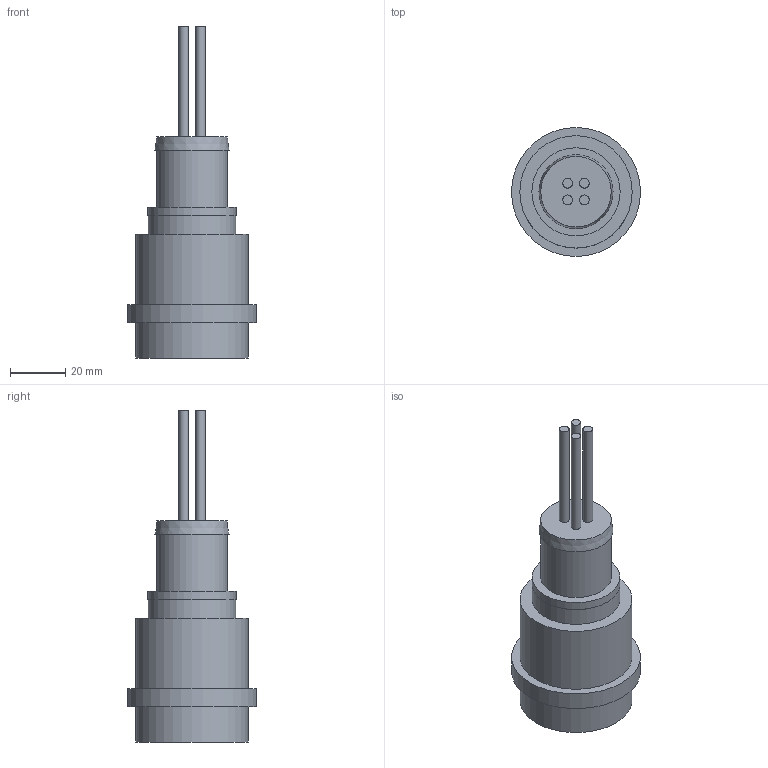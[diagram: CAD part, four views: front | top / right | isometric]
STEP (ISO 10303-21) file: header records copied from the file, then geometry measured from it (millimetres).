
FILE_DESCRIPTION(/* description */ (''),/* implementation_level */ '2;1');
FILE_NAME(/* name */ 'HPPBOF4F.stp',/* time_stamp */ '2014-11-14T08:42:17+01:00',/* author */ ('sh'),/* organization */ (''),/* preprocessor_version */ 'ST-DEVELOPER v15.2',/* originating_system */ 'Autodesk Inventor 2014',/* authorisation */ '');
FILE_SCHEMA (('AUTOMOTIVE_DESIGN { 1 0 10303 214 3 1 1 }'));
Length unit declared in the file: millimetre
Products named in the file (1): HPPBOF4F
Bounding box: 46.5 x 46.5 x 119.7 mm (x, y, z)
Volume: 77597.6 mm3; surface area: 16623.1 mm2
Topology: 1 solids, 1 shells, 107 faces, 255 edges, 170 vertices
Faces by surface type: plane 60, bspline 31, cylinder 15, cone 1
Full cylindrical faces by diameter (mm): 3.2 x1, 3.5 x4, 7.8 x4, 25.4 x1, 31.7 x1, 31.8 x1, 40.5 x2, 46.5 x1
Entity records: 3290 total; most frequent: CARTESIAN_POINT 920, ORIENTED_EDGE 478, DIRECTION 363, EDGE_CURVE 239, VERTEX_POINT 170, LINE 145, VECTOR 145, EDGE_LOOP 143
